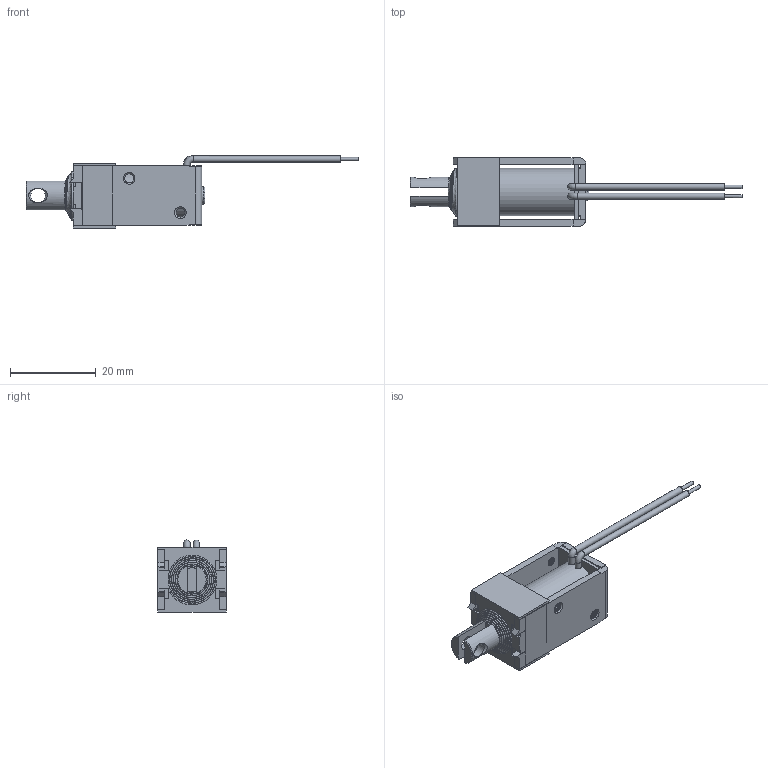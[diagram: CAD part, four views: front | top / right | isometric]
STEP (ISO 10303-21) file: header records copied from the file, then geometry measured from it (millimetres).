
FILE_DESCRIPTION(/* description */ ('Unknown'),/* implementation_level */ '2;1');
FILE_NAME(/* name */ 'K0730L',/* time_stamp */ '2019-06-10T13:09:44+02:00',/* author */ ('Unknown'),/* organization */ ('Unknown'),/* preprocessor_version */ 'ST-DEVELOPER v16.7',/* originating_system */ 'DEX',/* authorisation */ $);
FILE_SCHEMA (('AUTOMOTIVE_DESIGN {1 0 10303 214 3 1 1}'));
Length unit declared in the file: millimetre
Products named in the file (7): K0730L; BD131401; K0730線圈組下出線; BD031127壓縮2.25mm; DD07307R; DB073111; DA070031
Assembly tree (7 placements, depth 2):
  K0730L
    BD131401  x2
    K0730線圈組下出線
    BD031127壓縮2.25mm
    DD07307R
    DB073111
    DA070031
Bounding box: 77.6 x 16 x 16.85 mm (x, y, z)
Volume: 5275.5 mm3; surface area: 7604.6 mm2
Topology: 9 solids, 9 shells, 211 faces, 510 edges, 326 vertices
Faces by surface type: plane 132, cone 40, cylinder 36, torus 2, bspline 1
Full cylindrical faces by diameter (mm): 0.8 x2, 1.4 x2, 1.5 x2, 2.15 x12, 3.4 x2, 4.1 x2, 7 x2, 7.1 x1, 11 x1
Entity records: 9073 total; most frequent: CARTESIAN_POINT 4315, DIRECTION 955, ORIENTED_EDGE 834, EDGE_CURVE 417, AXIS2_PLACEMENT_3D 328, VERTEX_POINT 304, LINE 299, VECTOR 299
